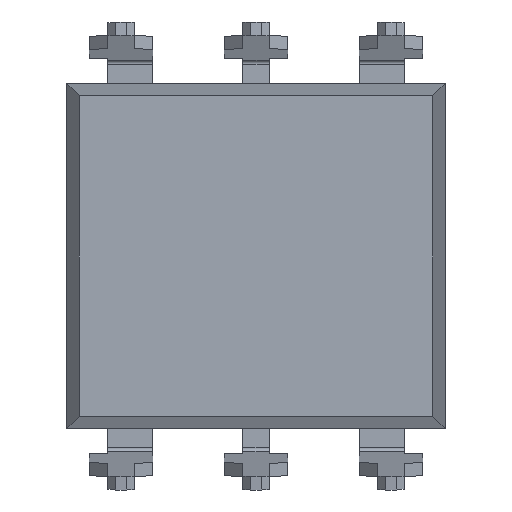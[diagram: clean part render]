
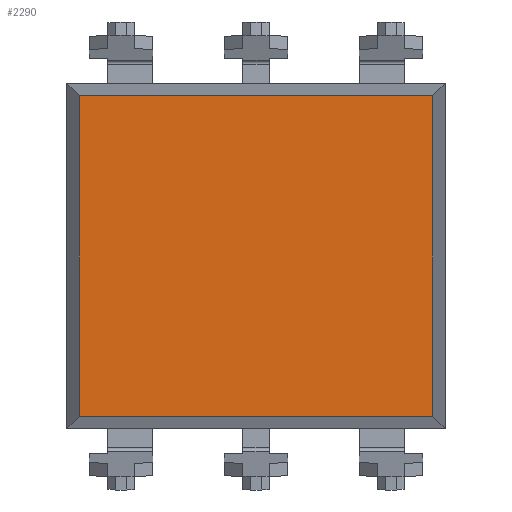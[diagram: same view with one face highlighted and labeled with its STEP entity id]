
A CAD part, front view. The second image highlights one B-rep face of the part: STEP entity #2290.
In plain terms, the highlighted planar face has unit normal (0, -1, 0).
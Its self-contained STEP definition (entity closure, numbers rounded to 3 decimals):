
#59 = DIRECTION ( 'NONE',  ( 0., 0., 1. ) ) ;
#161 = DIRECTION ( 'NONE',  ( -1., 0., 0. ) ) ;
#238 = VERTEX_POINT ( 'NONE', #1046 ) ;
#313 = VERTEX_POINT ( 'NONE', #1399 ) ;
#393 = CARTESIAN_POINT ( 'NONE',  ( -3.326, 1., 3.25 ) ) ;
#667 = VERTEX_POINT ( 'NONE', #1143 ) ;
#830 = ORIENTED_EDGE ( 'NONE', *, *, #1734, .T. ) ;
#841 = VECTOR ( 'NONE', #59, 1000. ) ;
#884 = EDGE_CURVE ( 'NONE', #2234, #313, #3566, .T. ) ;
#950 = ORIENTED_EDGE ( 'NONE', *, *, #2666, .T. ) ;
#968 = LINE ( 'NONE', #1415, #1274 ) ;
#971 = PLANE ( 'NONE',  #1351 ) ;
#1046 = CARTESIAN_POINT ( 'NONE',  ( -3.326, 1., -3.016 ) ) ;
#1125 = ORIENTED_EDGE ( 'NONE', *, *, #3597, .T. ) ;
#1143 = CARTESIAN_POINT ( 'NONE',  ( -3.326, 1., 3.016 ) ) ;
#1274 = VECTOR ( 'NONE', #161, 1000. ) ;
#1351 = AXIS2_PLACEMENT_3D ( 'NONE', #3157, #3459, #3779 ) ;
#1399 = CARTESIAN_POINT ( 'NONE',  ( 3.326, 1., 3.016 ) ) ;
#1415 = CARTESIAN_POINT ( 'NONE',  ( 3.56, 1., 3.016 ) ) ;
#1569 = LINE ( 'NONE', #393, #3319 ) ;
#1607 = CARTESIAN_POINT ( 'NONE',  ( 3.326, 1., -3.25 ) ) ;
#1734 = EDGE_CURVE ( 'NONE', #667, #238, #1569, .T. ) ;
#1900 = CARTESIAN_POINT ( 'NONE',  ( 3.326, 1., -3.016 ) ) ;
#1945 = EDGE_LOOP ( 'NONE', ( #1125, #2396, #950, #830 ) ) ;
#2139 = LINE ( 'NONE', #2381, #3537 ) ;
#2234 = VERTEX_POINT ( 'NONE', #1900 ) ;
#2290 = ADVANCED_FACE ( 'NONE', ( #3858 ), #971, .T. ) ;
#2381 = CARTESIAN_POINT ( 'NONE',  ( -3.56, 1., -3.016 ) ) ;
#2396 = ORIENTED_EDGE ( 'NONE', *, *, #884, .T. ) ;
#2560 = DIRECTION ( 'NONE',  ( 0., 0., -1. ) ) ;
#2666 = EDGE_CURVE ( 'NONE', #313, #667, #968, .T. ) ;
#3157 = CARTESIAN_POINT ( 'NONE',  ( 0., 1., 0. ) ) ;
#3319 = VECTOR ( 'NONE', #2560, 1000. ) ;
#3459 = DIRECTION ( 'NONE',  ( 0., -1., 0. ) ) ;
#3537 = VECTOR ( 'NONE', #3963, 1000. ) ;
#3566 = LINE ( 'NONE', #1607, #841 ) ;
#3597 = EDGE_CURVE ( 'NONE', #238, #2234, #2139, .T. ) ;
#3779 = DIRECTION ( 'NONE',  ( 0., 0., -1. ) ) ;
#3858 = FACE_OUTER_BOUND ( 'NONE', #1945, .T. ) ;
#3963 = DIRECTION ( 'NONE',  ( 1., 0., 0. ) ) ;
